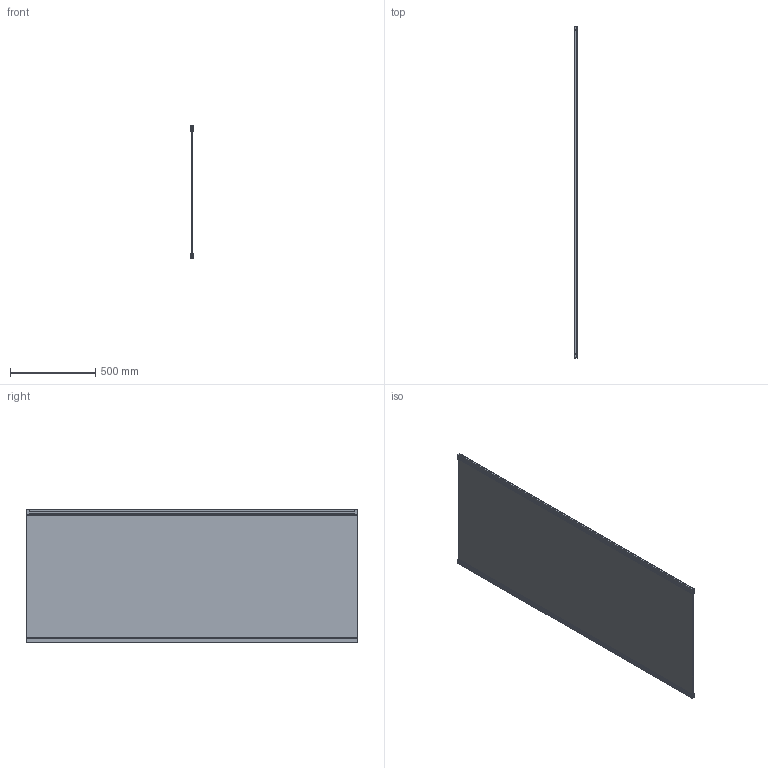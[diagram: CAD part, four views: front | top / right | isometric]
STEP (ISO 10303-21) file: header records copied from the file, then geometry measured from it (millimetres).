
FILE_DESCRIPTION (( 'STEP AP203' ), '1' );
FILE_NAME ('耜藷.STEP', '2023-12-14T03:22:57', ( '' ), ( '' ), 'SwSTEP 2.0', 'SolidWorks 2015', '' );
FILE_SCHEMA (( 'CONFIG_CONTROL_DESIGN' ));
Length unit declared in the file: millimetre
Products named in the file (13): 耜藷泂滅鳥裔; 耜旳1; 噩砃狟蟀諉璃1; 耜藷; 狟蟀諉璃1; 痄藷棠沭2; 蛌粣奻蟀諉璃菜え1; 耜蝶2; 耜產; 耜泂1; 攫芛ST4X30; 耜蝶1
Assembly tree (14 placements, depth 3):
  耜藷
    耜藷
      耜產
      耜泂1
      耜蝶1
      耜蝶2
      耜藷泂滅鳥裔
      耜旳1
    狟蟀諉璃1
    蛌粣奻蟀諉璃菜え1  x2
    痄藷棠沭2
    噩砃狟蟀諉璃1
    攫芛ST4X30  x2
Bounding box: 18.77 x 1951 x 783.99 mm (x, y, z)
Volume: 12456654.3 mm3; surface area: 4280409.9 mm2
Topology: 13 solids, 13 shells, 1271 faces, 3294 edges, 1968 vertices
Faces by surface type: cylinder 619, plane 364, bspline 130, sphere 84, torus 58, cone 16
Entity records: 42356 total; most frequent: CARTESIAN_POINT 14189, ORIENTED_EDGE 5784, DIRECTION 5651, EDGE_CURVE 2892, AXIS2_PLACEMENT_3D 2110, VERTEX_POINT 1770, LINE 1431, VECTOR 1431
